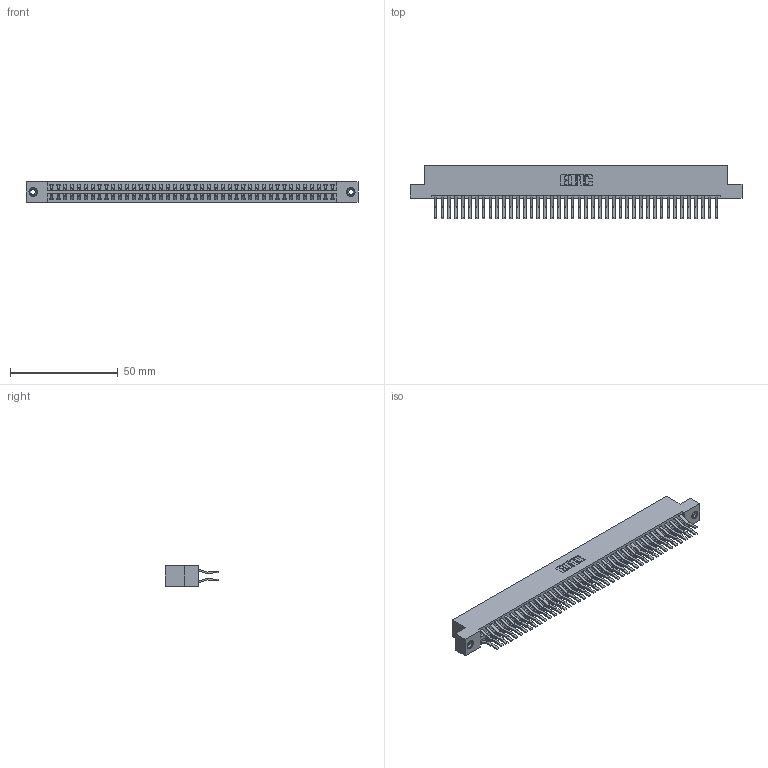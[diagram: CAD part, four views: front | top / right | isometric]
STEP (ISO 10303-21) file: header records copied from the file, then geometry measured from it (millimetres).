
FILE_DESCRIPTION (( 'STEP AP203' ), '1' );
FILE_NAME ('346-084-560-208.STEP', '2018-08-29T21:57:54', ( '' ), ( '' ), 'SwSTEP 2.0', 'SolidWorks 2016', '' );
FILE_SCHEMA (( 'CONFIG_CONTROL_DESIGN' ));
Length unit declared in the file: inch
Products named in the file (4): 346 Part_Flush Mounting Lugs - 0.156 Dia-TI; 345-292-001_560 Tail; 345-250-001_345-250-003-102; 346-084-560-208
Assembly tree (87 placements, depth 2):
  346-084-560-208
    346 Part_Flush Mounting Lugs - 0.156 Dia-TI
    345-292-001_560 Tail  x84
    345-250-001_345-250-003-102  x2
Bounding box: 153.92 x 24.78 x 9.4 mm (x, y, z)
Volume: 15553.6 mm3; surface area: 22868.4 mm2
Topology: 87 solids, 87 shells, 4718 faces, 13989 edges, 9206 vertices
Faces by surface type: plane 3048, cylinder 1654, cone 12, torus 4
Entity records: 28684 total; most frequent: CARTESIAN_POINT 4711, ORIENTED_EDGE 4638, DIRECTION 4233, EDGE_CURVE 2319, LINE 1995, VECTOR 1995, VERTEX_POINT 1540, AXIS2_PLACEMENT_3D 1119
